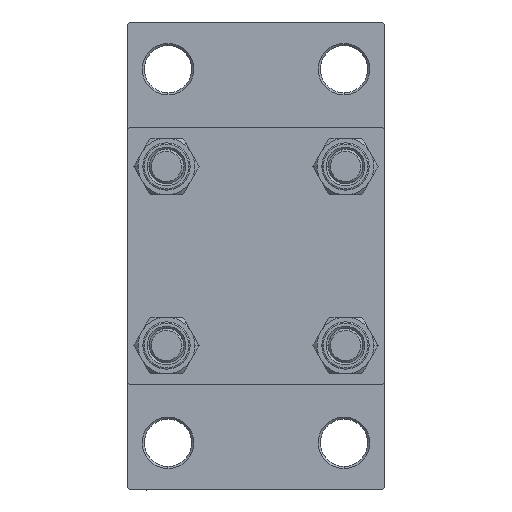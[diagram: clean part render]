
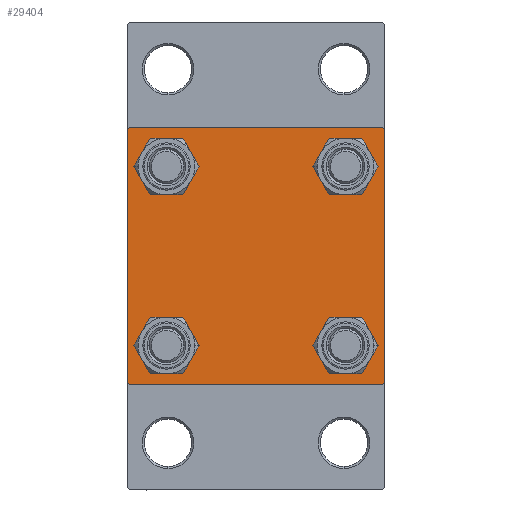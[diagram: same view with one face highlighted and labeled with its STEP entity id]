
A CAD part, left-side view. The second image highlights one B-rep face of the part: STEP entity #29404.
In plain terms, the highlighted planar face has unit normal (-1, 0, 0).
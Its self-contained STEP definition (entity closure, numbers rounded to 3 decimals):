
#177 = FACE_BOUND ( 'NONE', #5473, .T. ) ;
#1221 = VERTEX_POINT ( 'NONE', #22326 ) ;
#1465 = ORIENTED_EDGE ( 'NONE', *, *, #38525, .T. ) ;
#1663 = CIRCLE ( 'NONE', #4788, 4.5 ) ;
#1798 = DIRECTION ( 'NONE',  ( 1., 0., 0. ) ) ;
#2189 = ORIENTED_EDGE ( 'NONE', *, *, #44053, .T. ) ;
#2356 = AXIS2_PLACEMENT_3D ( 'NONE', #41079, #41800, #44958 ) ;
#3093 = DIRECTION ( 'NONE',  ( 0., 0., 1. ) ) ;
#3393 = CARTESIAN_POINT ( 'NONE',  ( 0., -20.85, 25.35 ) ) ;
#3547 = EDGE_CURVE ( 'NONE', #42167, #1221, #26936, .T. ) ;
#3826 = AXIS2_PLACEMENT_3D ( 'NONE', #28654, #1798, #27948 ) ;
#4145 = ORIENTED_EDGE ( 'NONE', *, *, #14942, .T. ) ;
#4497 = DIRECTION ( 'NONE',  ( 0., -1., 0. ) ) ;
#4629 = CIRCLE ( 'NONE', #31647, 4.5 ) ;
#4788 = AXIS2_PLACEMENT_3D ( 'NONE', #19231, #37420, #37655 ) ;
#5113 = ORIENTED_EDGE ( 'NONE', *, *, #6483, .T. ) ;
#5130 = ORIENTED_EDGE ( 'NONE', *, *, #46722, .T. ) ;
#5346 = DIRECTION ( 'NONE',  ( 0., 0.707, 0.707 ) ) ;
#5364 = EDGE_CURVE ( 'NONE', #32824, #21790, #46024, .T. ) ;
#5473 = EDGE_LOOP ( 'NONE', ( #15739, #1465 ) ) ;
#5653 = CIRCLE ( 'NONE', #19512, 4.5 ) ;
#5668 = CARTESIAN_POINT ( 'NONE',  ( 0., 30., 30. ) ) ;
#6004 = CARTESIAN_POINT ( 'NONE',  ( 0., -20.85, -20.85 ) ) ;
#6483 = EDGE_CURVE ( 'NONE', #24745, #14479, #22406, .T. ) ;
#6639 = EDGE_CURVE ( 'NONE', #30437, #15090, #45628, .T. ) ;
#6664 = LINE ( 'NONE', #21413, #46769 ) ;
#7061 = ORIENTED_EDGE ( 'NONE', *, *, #23977, .T. ) ;
#7589 = CIRCLE ( 'NONE', #3826, 4.5 ) ;
#8335 = EDGE_CURVE ( 'NONE', #32824, #18692, #6664, .T. ) ;
#8504 = DIRECTION ( 'NONE',  ( 0., -0.707, -0.707 ) ) ;
#9168 = VECTOR ( 'NONE', #38076, 1000. ) ;
#10591 = FACE_BOUND ( 'NONE', #12993, .T. ) ;
#11762 = LINE ( 'NONE', #37660, #28708 ) ;
#12130 = CARTESIAN_POINT ( 'NONE',  ( 0., -29.75, 29.75 ) ) ;
#12603 = CARTESIAN_POINT ( 'NONE',  ( 0., 29.75, -29.75 ) ) ;
#12993 = EDGE_LOOP ( 'NONE', ( #7061, #34215 ) ) ;
#13807 = ORIENTED_EDGE ( 'NONE', *, *, #28031, .F. ) ;
#14479 = VERTEX_POINT ( 'NONE', #27190 ) ;
#14495 = CARTESIAN_POINT ( 'NONE',  ( 0., -20.85, 20.85 ) ) ;
#14859 = DIRECTION ( 'NONE',  ( 0., -0.707, 0.707 ) ) ;
#14935 = FACE_BOUND ( 'NONE', #27708, .T. ) ;
#14942 = EDGE_CURVE ( 'NONE', #44391, #37396, #17852, .T. ) ;
#15090 = VERTEX_POINT ( 'NONE', #29987 ) ;
#15170 = PLANE ( 'NONE',  #23339 ) ;
#15539 = CARTESIAN_POINT ( 'NONE',  ( 0., 29.75, 29.75 ) ) ;
#15605 = CARTESIAN_POINT ( 'NONE',  ( 0., 30., -29.5 ) ) ;
#15739 = ORIENTED_EDGE ( 'NONE', *, *, #6639, .T. ) ;
#15901 = EDGE_LOOP ( 'NONE', ( #40542, #18656, #4145, #2189, #33863, #31939, #13807, #31781 ) ) ;
#15986 = CARTESIAN_POINT ( 'NONE',  ( 0., -30., 29.5 ) ) ;
#16405 = CARTESIAN_POINT ( 'NONE',  ( 0., 20.85, -20.85 ) ) ;
#16743 = EDGE_CURVE ( 'NONE', #27079, #44391, #45553, .T. ) ;
#17107 = DIRECTION ( 'NONE',  ( 1., 0., 0. ) ) ;
#17852 = LINE ( 'NONE', #32412, #46962 ) ;
#18103 = EDGE_LOOP ( 'NONE', ( #24724, #5130 ) ) ;
#18475 = LINE ( 'NONE', #26015, #41870 ) ;
#18559 = FACE_OUTER_BOUND ( 'NONE', #15901, .T. ) ;
#18656 = ORIENTED_EDGE ( 'NONE', *, *, #16743, .T. ) ;
#18680 = AXIS2_PLACEMENT_3D ( 'NONE', #34474, #44907, #18962 ) ;
#18692 = VERTEX_POINT ( 'NONE', #45048 ) ;
#18962 = DIRECTION ( 'NONE',  ( 0., 0., 1. ) ) ;
#19231 = CARTESIAN_POINT ( 'NONE',  ( 0., 20.85, -20.85 ) ) ;
#19376 = CARTESIAN_POINT ( 'NONE',  ( 0., 20.85, -25.35 ) ) ;
#19447 = CIRCLE ( 'NONE', #18680, 4.5 ) ;
#19512 = AXIS2_PLACEMENT_3D ( 'NONE', #16405, #35302, #45983 ) ;
#19659 = EDGE_CURVE ( 'NONE', #29579, #24307, #7589, .T. ) ;
#20081 = AXIS2_PLACEMENT_3D ( 'NONE', #31429, #46204, #26615 ) ;
#20640 = CARTESIAN_POINT ( 'NONE',  ( 0., -20.85, -16.35 ) ) ;
#21413 = CARTESIAN_POINT ( 'NONE',  ( 0., -30., 30. ) ) ;
#21790 = VERTEX_POINT ( 'NONE', #45955 ) ;
#22326 = CARTESIAN_POINT ( 'NONE',  ( 0., 30., 29.5 ) ) ;
#22406 = CIRCLE ( 'NONE', #41759, 4.5 ) ;
#22446 = CARTESIAN_POINT ( 'NONE',  ( 0., 0., 0. ) ) ;
#22716 = VERTEX_POINT ( 'NONE', #19376 ) ;
#23336 = DIRECTION ( 'NONE',  ( 0., 0., -1. ) ) ;
#23339 = AXIS2_PLACEMENT_3D ( 'NONE', #22446, #33355, #3093 ) ;
#23977 = EDGE_CURVE ( 'NONE', #24307, #29579, #4629, .T. ) ;
#24307 = VERTEX_POINT ( 'NONE', #20640 ) ;
#24724 = ORIENTED_EDGE ( 'NONE', *, *, #40664, .T. ) ;
#24745 = VERTEX_POINT ( 'NONE', #3393 ) ;
#24847 = CARTESIAN_POINT ( 'NONE',  ( 0., -29.5, -30. ) ) ;
#25516 = CARTESIAN_POINT ( 'NONE',  ( 0., 29.5, 30. ) ) ;
#26015 = CARTESIAN_POINT ( 'NONE',  ( 0., -29.75, -29.75 ) ) ;
#26615 = DIRECTION ( 'NONE',  ( 0., 0., 1. ) ) ;
#26936 = LINE ( 'NONE', #15539, #9168 ) ;
#27079 = VERTEX_POINT ( 'NONE', #15605 ) ;
#27190 = CARTESIAN_POINT ( 'NONE',  ( 0., -20.85, 16.35 ) ) ;
#27566 = DIRECTION ( 'NONE',  ( 0., 0., 1. ) ) ;
#27708 = EDGE_LOOP ( 'NONE', ( #5113, #36483 ) ) ;
#27948 = DIRECTION ( 'NONE',  ( 0., 0., 1. ) ) ;
#28031 = EDGE_CURVE ( 'NONE', #42167, #21790, #11762, .T. ) ;
#28654 = CARTESIAN_POINT ( 'NONE',  ( 0., -20.85, -20.85 ) ) ;
#28708 = VECTOR ( 'NONE', #4497, 1000. ) ;
#29404 = ADVANCED_FACE ( 'NONE', ( #14935, #10591, #40868, #177, #18559 ), #15170, .T. ) ;
#29531 = DIRECTION ( 'NONE',  ( 1., 0., 0. ) ) ;
#29579 = VERTEX_POINT ( 'NONE', #36200 ) ;
#29987 = CARTESIAN_POINT ( 'NONE',  ( 0., 20.85, 16.35 ) ) ;
#30437 = VERTEX_POINT ( 'NONE', #31221 ) ;
#30893 = VECTOR ( 'NONE', #5346, 1000. ) ;
#31221 = CARTESIAN_POINT ( 'NONE',  ( 0., 20.85, 25.35 ) ) ;
#31429 = CARTESIAN_POINT ( 'NONE',  ( 0., 20.85, 20.85 ) ) ;
#31647 = AXIS2_PLACEMENT_3D ( 'NONE', #6004, #17107, #27566 ) ;
#31781 = ORIENTED_EDGE ( 'NONE', *, *, #3547, .T. ) ;
#31939 = ORIENTED_EDGE ( 'NONE', *, *, #5364, .T. ) ;
#32412 = CARTESIAN_POINT ( 'NONE',  ( 0., 30., -30. ) ) ;
#32571 = DIRECTION ( 'NONE',  ( 0., 0., -1. ) ) ;
#32824 = VERTEX_POINT ( 'NONE', #15986 ) ;
#33355 = DIRECTION ( 'NONE',  ( -1., 0., 0. ) ) ;
#33863 = ORIENTED_EDGE ( 'NONE', *, *, #8335, .F. ) ;
#34215 = ORIENTED_EDGE ( 'NONE', *, *, #19659, .T. ) ;
#34474 = CARTESIAN_POINT ( 'NONE',  ( 0., -20.85, 20.85 ) ) ;
#35302 = DIRECTION ( 'NONE',  ( 1., 0., 0. ) ) ;
#35453 = EDGE_CURVE ( 'NONE', #1221, #27079, #45872, .T. ) ;
#36200 = CARTESIAN_POINT ( 'NONE',  ( 0., -20.85, -25.35 ) ) ;
#36483 = ORIENTED_EDGE ( 'NONE', *, *, #45116, .T. ) ;
#36579 = VERTEX_POINT ( 'NONE', #39143 ) ;
#37396 = VERTEX_POINT ( 'NONE', #24847 ) ;
#37420 = DIRECTION ( 'NONE',  ( 1., 0., 0. ) ) ;
#37655 = DIRECTION ( 'NONE',  ( 0., 0., 1. ) ) ;
#37660 = CARTESIAN_POINT ( 'NONE',  ( 0., 30., 30. ) ) ;
#38076 = DIRECTION ( 'NONE',  ( 0., 0.707, -0.707 ) ) ;
#38525 = EDGE_CURVE ( 'NONE', #15090, #30437, #47225, .T. ) ;
#39143 = CARTESIAN_POINT ( 'NONE',  ( 0., 20.85, -16.35 ) ) ;
#40542 = ORIENTED_EDGE ( 'NONE', *, *, #35453, .T. ) ;
#40664 = EDGE_CURVE ( 'NONE', #36579, #22716, #1663, .T. ) ;
#40855 = VECTOR ( 'NONE', #8504, 1000. ) ;
#40868 = FACE_BOUND ( 'NONE', #18103, .T. ) ;
#41079 = CARTESIAN_POINT ( 'NONE',  ( 0., 20.85, 20.85 ) ) ;
#41709 = VECTOR ( 'NONE', #23336, 1000. ) ;
#41759 = AXIS2_PLACEMENT_3D ( 'NONE', #14495, #29531, #44785 ) ;
#41800 = DIRECTION ( 'NONE',  ( 1., 0., 0. ) ) ;
#41870 = VECTOR ( 'NONE', #14859, 1000. ) ;
#42167 = VERTEX_POINT ( 'NONE', #25516 ) ;
#44053 = EDGE_CURVE ( 'NONE', #37396, #18692, #18475, .T. ) ;
#44391 = VERTEX_POINT ( 'NONE', #45330 ) ;
#44785 = DIRECTION ( 'NONE',  ( 0., 0., 1. ) ) ;
#44907 = DIRECTION ( 'NONE',  ( 1., 0., 0. ) ) ;
#44958 = DIRECTION ( 'NONE',  ( 0., 0., 1. ) ) ;
#45048 = CARTESIAN_POINT ( 'NONE',  ( 0., -30., -29.5 ) ) ;
#45116 = EDGE_CURVE ( 'NONE', #14479, #24745, #19447, .T. ) ;
#45330 = CARTESIAN_POINT ( 'NONE',  ( 0., 29.5, -30. ) ) ;
#45553 = LINE ( 'NONE', #12603, #40855 ) ;
#45628 = CIRCLE ( 'NONE', #20081, 4.5 ) ;
#45872 = LINE ( 'NONE', #5668, #41709 ) ;
#45955 = CARTESIAN_POINT ( 'NONE',  ( 0., -29.5, 30. ) ) ;
#45983 = DIRECTION ( 'NONE',  ( 0., 0., 1. ) ) ;
#46024 = LINE ( 'NONE', #12130, #30893 ) ;
#46204 = DIRECTION ( 'NONE',  ( 1., 0., 0. ) ) ;
#46722 = EDGE_CURVE ( 'NONE', #22716, #36579, #5653, .T. ) ;
#46769 = VECTOR ( 'NONE', #32571, 1000. ) ;
#46962 = VECTOR ( 'NONE', #47676, 1000. ) ;
#47225 = CIRCLE ( 'NONE', #2356, 4.5 ) ;
#47676 = DIRECTION ( 'NONE',  ( 0., -1., 0. ) ) ;
